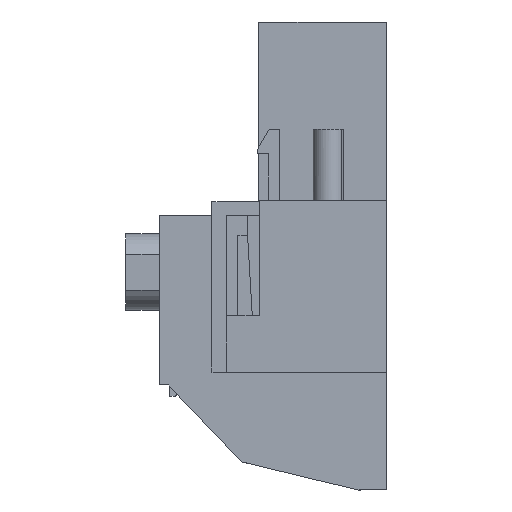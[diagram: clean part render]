
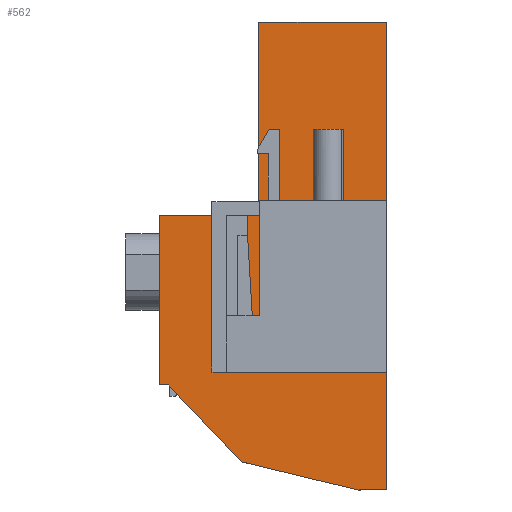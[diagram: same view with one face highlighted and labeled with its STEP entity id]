
A CAD part, left-side view. The second image highlights one B-rep face of the part: STEP entity #562.
In plain terms, the highlighted planar face has unit normal (-1, 0, 0).
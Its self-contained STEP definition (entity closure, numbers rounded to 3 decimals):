
#486=AXIS2_PLACEMENT_3D('Plane Axis2P3D',#483,#484,#485) ;
#180=CARTESIAN_POINT('Vertex',(7.62,0.,0.)) ;
#183=CARTESIAN_POINT('Line Origine',(7.62,1.25,0.)) ;
#187=CARTESIAN_POINT('Vertex',(7.62,2.5,0.)) ;
#284=CARTESIAN_POINT('Line Origine',(7.62,7.675,1.25)) ;
#288=CARTESIAN_POINT('Vertex',(7.62,12.85,2.5)) ;
#408=CARTESIAN_POINT('Vertex',(7.62,0.,41.45)) ;
#411=CARTESIAN_POINT('Line Origine',(7.62,0.,33.55)) ;
#415=CARTESIAN_POINT('Vertex',(7.62,0.,25.65)) ;
#422=CARTESIAN_POINT('Vertex',(7.62,0.,12.13)) ;
#425=CARTESIAN_POINT('Line Origine',(7.62,0.,6.065)) ;
#483=CARTESIAN_POINT('Axis2P3D Location',(7.62,0.,41.45)) ;
#488=CARTESIAN_POINT('Line Origine',(7.62,5.625,12.13)) ;
#492=CARTESIAN_POINT('Vertex',(7.62,11.25,12.13)) ;
#495=CARTESIAN_POINT('Line Origine',(7.62,11.25,18.89)) ;
#499=CARTESIAN_POINT('Vertex',(7.62,11.25,25.65)) ;
#502=CARTESIAN_POINT('Line Origine',(7.62,5.625,25.65)) ;
#507=CARTESIAN_POINT('Line Origine',(7.62,5.65,41.45)) ;
#511=CARTESIAN_POINT('Vertex',(7.62,11.3,41.45)) ;
#514=CARTESIAN_POINT('Line Origine',(7.62,11.3,32.875)) ;
#518=CARTESIAN_POINT('Vertex',(7.62,11.3,24.3)) ;
#521=CARTESIAN_POINT('Line Origine',(7.62,15.7,24.3)) ;
#525=CARTESIAN_POINT('Vertex',(7.62,20.1,24.3)) ;
#528=CARTESIAN_POINT('Line Origine',(7.62,20.1,16.8)) ;
#532=CARTESIAN_POINT('Vertex',(7.62,20.1,9.3)) ;
#535=CARTESIAN_POINT('Line Origine',(7.62,19.7,9.3)) ;
#539=CARTESIAN_POINT('Vertex',(7.62,19.3,9.3)) ;
#542=CARTESIAN_POINT('Line Origine',(7.62,16.075,5.9)) ;
#184=DIRECTION('Vector Direction',(0.,-1.,0.)) ;
#285=DIRECTION('Vector Direction',(0.,-0.972,-0.235)) ;
#412=DIRECTION('Vector Direction',(0.,0.,-1.)) ;
#426=DIRECTION('Vector Direction',(0.,0.,-1.)) ;
#484=DIRECTION('Axis2P3D Direction',(1.,0.,0.)) ;
#485=DIRECTION('Axis2P3D XDirection',(0.,0.,-1.)) ;
#489=DIRECTION('Vector Direction',(0.,-1.,0.)) ;
#496=DIRECTION('Vector Direction',(0.,0.,-1.)) ;
#503=DIRECTION('Vector Direction',(0.,1.,0.)) ;
#508=DIRECTION('Vector Direction',(0.,-1.,0.)) ;
#515=DIRECTION('Vector Direction',(0.,0.,-1.)) ;
#522=DIRECTION('Vector Direction',(0.,-1.,0.)) ;
#529=DIRECTION('Vector Direction',(0.,0.,-1.)) ;
#536=DIRECTION('Vector Direction',(0.,-1.,0.)) ;
#543=DIRECTION('Vector Direction',(0.,-0.688,-0.726)) ;
#185=VECTOR('Line Direction',#184,1.) ;
#286=VECTOR('Line Direction',#285,1.) ;
#413=VECTOR('Line Direction',#412,1.) ;
#427=VECTOR('Line Direction',#426,1.) ;
#490=VECTOR('Line Direction',#489,1.) ;
#497=VECTOR('Line Direction',#496,1.) ;
#504=VECTOR('Line Direction',#503,1.) ;
#509=VECTOR('Line Direction',#508,1.) ;
#516=VECTOR('Line Direction',#515,1.) ;
#523=VECTOR('Line Direction',#522,1.) ;
#530=VECTOR('Line Direction',#529,1.) ;
#537=VECTOR('Line Direction',#536,1.) ;
#544=VECTOR('Line Direction',#543,1.) ;
#548=ORIENTED_EDGE('',*,*,#494,.F.) ;
#549=ORIENTED_EDGE('',*,*,#501,.F.) ;
#550=ORIENTED_EDGE('',*,*,#506,.F.) ;
#551=ORIENTED_EDGE('',*,*,#417,.F.) ;
#552=ORIENTED_EDGE('',*,*,#513,.F.) ;
#553=ORIENTED_EDGE('',*,*,#520,.T.) ;
#554=ORIENTED_EDGE('',*,*,#527,.F.) ;
#555=ORIENTED_EDGE('',*,*,#534,.F.) ;
#556=ORIENTED_EDGE('',*,*,#541,.F.) ;
#557=ORIENTED_EDGE('',*,*,#546,.F.) ;
#558=ORIENTED_EDGE('',*,*,#290,.F.) ;
#559=ORIENTED_EDGE('',*,*,#189,.F.) ;
#560=ORIENTED_EDGE('',*,*,#429,.F.) ;
#562=ADVANCED_FACE('HOUSING',(#561),#487,.F.) ;
#189=EDGE_CURVE('',#181,#188,#186,.F.) ;
#290=EDGE_CURVE('',#188,#289,#287,.F.) ;
#417=EDGE_CURVE('',#409,#416,#414,.T.) ;
#429=EDGE_CURVE('',#423,#181,#428,.T.) ;
#494=EDGE_CURVE('',#493,#423,#491,.T.) ;
#501=EDGE_CURVE('',#500,#493,#498,.T.) ;
#506=EDGE_CURVE('',#416,#500,#505,.T.) ;
#513=EDGE_CURVE('',#512,#409,#510,.T.) ;
#520=EDGE_CURVE('',#512,#519,#517,.T.) ;
#527=EDGE_CURVE('',#526,#519,#524,.T.) ;
#534=EDGE_CURVE('',#533,#526,#531,.F.) ;
#541=EDGE_CURVE('',#540,#533,#538,.F.) ;
#546=EDGE_CURVE('',#289,#540,#545,.F.) ;
#547=EDGE_LOOP('',(#548,#549,#550,#551,#552,#553,#554,#555,#556,#557,#558,#559,#560)) ;
#561=FACE_OUTER_BOUND('',#547,.T.) ;
#186=LINE('Line',#183,#185) ;
#287=LINE('Line',#284,#286) ;
#414=LINE('Line',#411,#413) ;
#428=LINE('Line',#425,#427) ;
#491=LINE('Line',#488,#490) ;
#498=LINE('Line',#495,#497) ;
#505=LINE('Line',#502,#504) ;
#510=LINE('Line',#507,#509) ;
#517=LINE('Line',#514,#516) ;
#524=LINE('Line',#521,#523) ;
#531=LINE('Line',#528,#530) ;
#538=LINE('Line',#535,#537) ;
#545=LINE('Line',#542,#544) ;
#487=PLANE('',#486) ;
#181=VERTEX_POINT('',#180) ;
#188=VERTEX_POINT('',#187) ;
#289=VERTEX_POINT('',#288) ;
#409=VERTEX_POINT('',#408) ;
#416=VERTEX_POINT('',#415) ;
#423=VERTEX_POINT('',#422) ;
#493=VERTEX_POINT('',#492) ;
#500=VERTEX_POINT('',#499) ;
#512=VERTEX_POINT('',#511) ;
#519=VERTEX_POINT('',#518) ;
#526=VERTEX_POINT('',#525) ;
#533=VERTEX_POINT('',#532) ;
#540=VERTEX_POINT('',#539) ;
